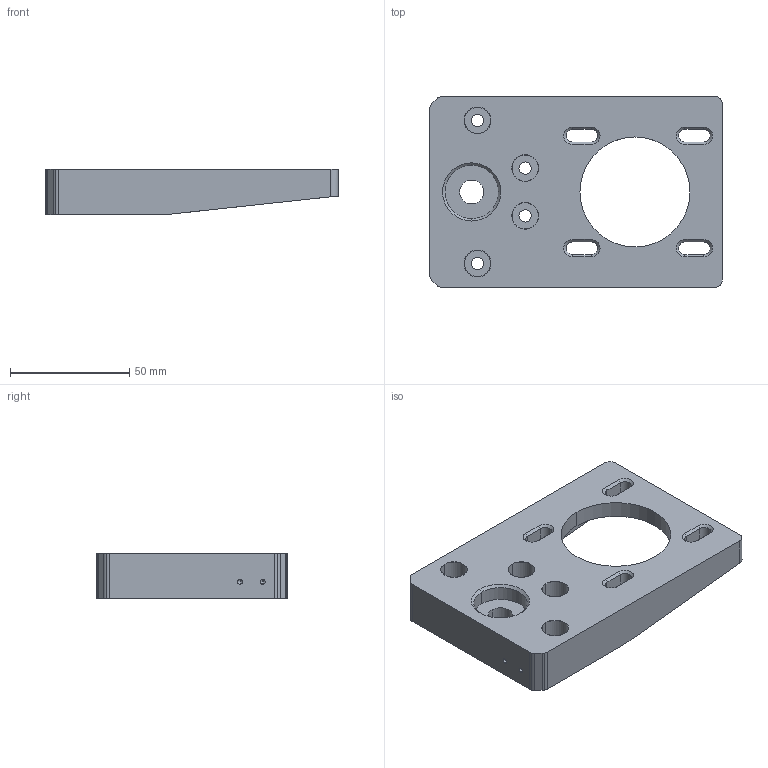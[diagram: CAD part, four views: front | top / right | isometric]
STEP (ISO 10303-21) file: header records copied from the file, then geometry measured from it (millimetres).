
FILE_DESCRIPTION (( 'STEP AP214' ), '1' );
FILE_NAME ('Z Axis Motor Mount.STEP', '2024-11-29T22:03:14', ( '' ), ( '' ), 'SwSTEP 2.0', 'SolidWorks 2024', '' );
FILE_SCHEMA (( 'AUTOMOTIVE_DESIGN' ));
Length unit declared in the file: inch
Products named in the file (1): Z Axis Motor Mount
Bounding box: 122.62 x 80 x 19 mm (x, y, z)
Volume: 104186.2 mm3; surface area: 28812.7 mm2
Topology: 1 solids, 2 shells, 116 faces, 286 edges, 178 vertices
Faces by surface type: cylinder 53, plane 39, cone 24
Entity records: 3471 total; most frequent: DIRECTION 630, CARTESIAN_POINT 595, ORIENTED_EDGE 564, EDGE_CURVE 282, AXIS2_PLACEMENT_3D 237, VERTEX_POINT 178, LINE 156, VECTOR 156
